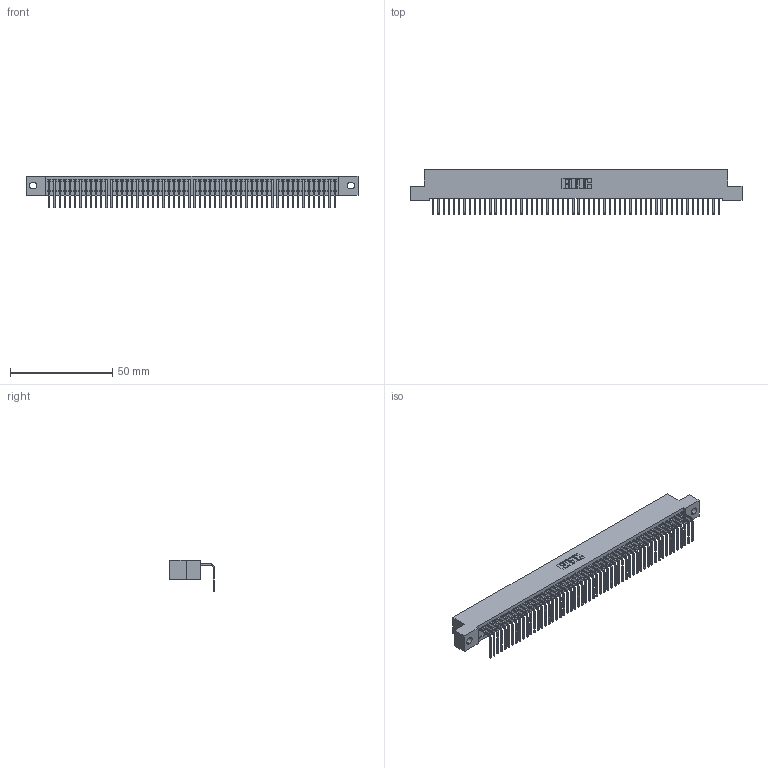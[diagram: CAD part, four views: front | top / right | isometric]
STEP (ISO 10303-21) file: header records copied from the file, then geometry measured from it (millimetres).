
FILE_DESCRIPTION (( 'STEP AP203' ), '1' );
FILE_NAME ('342-056-558-102.STEP', '2018-08-13T04:02:49', ( '' ), ( '' ), 'SwSTEP 2.0', 'SolidWorks 2016', '' );
FILE_SCHEMA (( 'CONFIG_CONTROL_DESIGN' ));
Length unit declared in the file: inch
Products named in the file (3): 342-056-558-102; 342 Part_.128 Slot; 345-292-001_558 Tail - 2
Assembly tree (57 placements, depth 2):
  342-056-558-102
    342 Part_.128 Slot
    345-292-001_558 Tail - 2  x56
Bounding box: 162.56 x 21.91 x 15.62 mm (x, y, z)
Volume: 14439.3 mm3; surface area: 22284.1 mm2
Topology: 57 solids, 57 shells, 3474 faces, 10503 edges, 6926 vertices
Faces by surface type: plane 2534, cylinder 940
Entity records: 32511 total; most frequent: CARTESIAN_POINT 5614, ORIENTED_EDGE 5606, DIRECTION 4707, EDGE_CURVE 2803, LINE 2675, VECTOR 2675, VERTEX_POINT 1866, AXIS2_PLACEMENT_3D 1016
